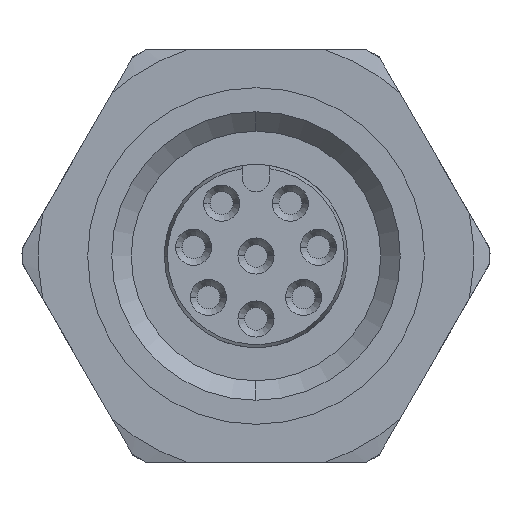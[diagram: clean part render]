
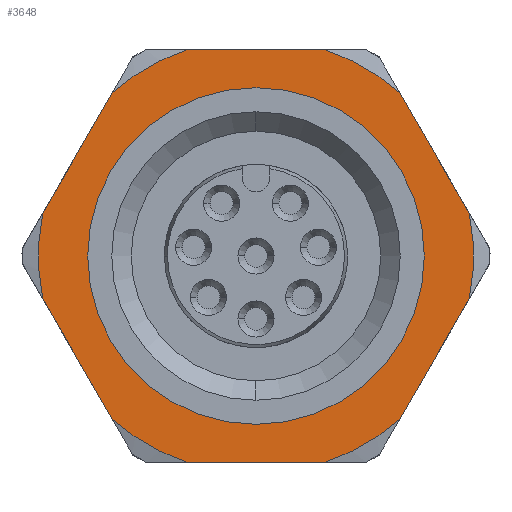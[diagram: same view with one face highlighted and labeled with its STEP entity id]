
A CAD part, left-side view. The second image highlights one B-rep face of the part: STEP entity #3648.
In plain terms, the highlighted planar face has unit normal (-1, 0, 0).
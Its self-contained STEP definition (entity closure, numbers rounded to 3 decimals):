
#13 = EDGE_CURVE ( 'NONE', #1180, #6314, #2719, .T. ) ;
#50 = CARTESIAN_POINT ( 'NONE',  ( 17.193, 4.229, 0. ) ) ;
#201 = AXIS2_PLACEMENT_3D ( 'NONE', #2770, #6598, #5012 ) ;
#273 = VERTEX_POINT ( 'NONE', #2177 ) ;
#334 = CARTESIAN_POINT ( 'NONE',  ( 17.193, 4.229, 0. ) ) ;
#340 = VERTEX_POINT ( 'NONE', #2116 ) ;
#425 = CIRCLE ( 'NONE', #5704, 9.5 ) ;
#689 = EDGE_CURVE ( 'NONE', #273, #6854, #4299, .T. ) ;
#699 = DIRECTION ( 'NONE',  ( 0., 0., -1. ) ) ;
#831 = CARTESIAN_POINT ( 'NONE',  ( 17.193, 10.503, -7.133 ) ) ;
#871 = VECTOR ( 'NONE', #2156, 1000. ) ;
#898 = CARTESIAN_POINT ( 'NONE',  ( 17.193, 13.544, 1.867 ) ) ;
#899 = CARTESIAN_POINT ( 'NONE',  ( 17.193, 4.229, 0. ) ) ;
#932 = CARTESIAN_POINT ( 'NONE',  ( 17.193, -2.044, -7.134 ) ) ;
#984 = EDGE_CURVE ( 'NONE', #340, #1752, #4635, .T. ) ;
#1085 = CARTESIAN_POINT ( 'NONE',  ( 17.193, -5.086, 1.865 ) ) ;
#1159 = DIRECTION ( 'NONE',  ( -1., 0., 0. ) ) ;
#1180 = VERTEX_POINT ( 'NONE', #6086 ) ;
#1289 = VERTEX_POINT ( 'NONE', #3266 ) ;
#1324 = AXIS2_PLACEMENT_3D ( 'NONE', #5668, #3129, #4313 ) ;
#1325 = CIRCLE ( 'NONE', #1324, 9.5 ) ;
#1412 = DIRECTION ( 'NONE',  ( -1., 0., 0. ) ) ;
#1599 = ORIENTED_EDGE ( 'NONE', *, *, #689, .F. ) ;
#1659 = EDGE_CURVE ( 'NONE', #6480, #5150, #4195, .T. ) ;
#1695 = EDGE_CURVE ( 'NONE', #3905, #5485, #5417, .T. ) ;
#1752 = VERTEX_POINT ( 'NONE', #6125 ) ;
#1753 = VECTOR ( 'NONE', #5270, 1000. ) ;
#1816 = ORIENTED_EDGE ( 'NONE', *, *, #1830, .T. ) ;
#1817 = DIRECTION ( 'NONE',  ( 0., 0., -1. ) ) ;
#1830 = EDGE_CURVE ( 'NONE', #1289, #3905, #3749, .T. ) ;
#1909 = CARTESIAN_POINT ( 'NONE',  ( 17.193, -2.044, 7.134 ) ) ;
#1989 = AXIS2_PLACEMENT_3D ( 'NONE', #50, #3207, #3767 ) ;
#2116 = CARTESIAN_POINT ( 'NONE',  ( 17.193, -2.044, -7.134 ) ) ;
#2156 = DIRECTION ( 'NONE',  ( 0., 0.5, 0.866 ) ) ;
#2177 = CARTESIAN_POINT ( 'NONE',  ( 17.193, 4.229, 7.35 ) ) ;
#2211 = CARTESIAN_POINT ( 'NONE',  ( 17.193, 4.229, 0. ) ) ;
#2218 = ORIENTED_EDGE ( 'NONE', *, *, #4579, .T. ) ;
#2265 = LINE ( 'NONE', #1085, #871 ) ;
#2387 = ORIENTED_EDGE ( 'NONE', *, *, #984, .T. ) ;
#2445 = ORIENTED_EDGE ( 'NONE', *, *, #1695, .T. ) ;
#2459 = VECTOR ( 'NONE', #4190, 1000. ) ;
#2540 = VECTOR ( 'NONE', #4392, 1000. ) ;
#2645 = ORIENTED_EDGE ( 'NONE', *, *, #6425, .T. ) ;
#2719 = LINE ( 'NONE', #6004, #2540 ) ;
#2770 = CARTESIAN_POINT ( 'NONE',  ( 17.193, 13.404, 0. ) ) ;
#2952 = DIRECTION ( 'NONE',  ( 0., 0., -1. ) ) ;
#2992 = VERTEX_POINT ( 'NONE', #1909 ) ;
#3007 = DIRECTION ( 'NONE',  ( 0., 0., -1. ) ) ;
#3129 = DIRECTION ( 'NONE',  ( -1., 0., 0. ) ) ;
#3207 = DIRECTION ( 'NONE',  ( -1., 0., 0. ) ) ;
#3230 = CIRCLE ( 'NONE', #5253, 9.5 ) ;
#3266 = CARTESIAN_POINT ( 'NONE',  ( 17.193, 10.503, 7.133 ) ) ;
#3306 = CARTESIAN_POINT ( 'NONE',  ( 17.193, 10.503, 7.133 ) ) ;
#3329 = DIRECTION ( 'NONE',  ( -1., 0., 0. ) ) ;
#3374 = CARTESIAN_POINT ( 'NONE',  ( 17.193, 1.188, -9. ) ) ;
#3419 = EDGE_CURVE ( 'NONE', #1752, #4944, #3230, .T. ) ;
#3622 = DIRECTION ( 'NONE',  ( -1., 0., 0. ) ) ;
#3648 = ADVANCED_FACE ( 'NONE', ( #6749, #6492 ), #6098, .T. ) ;
#3749 = LINE ( 'NONE', #3306, #6596 ) ;
#3767 = DIRECTION ( 'NONE',  ( 0., 0., -1. ) ) ;
#3829 = DIRECTION ( 'NONE',  ( 0., 0., -1. ) ) ;
#3848 = EDGE_CURVE ( 'NONE', #6314, #1289, #6917, .T. ) ;
#3897 = LINE ( 'NONE', #4697, #2459 ) ;
#3905 = VERTEX_POINT ( 'NONE', #898 ) ;
#3927 = CARTESIAN_POINT ( 'NONE',  ( 17.193, 4.229, 0. ) ) ;
#3963 = EDGE_CURVE ( 'NONE', #5150, #4832, #3897, .T. ) ;
#4190 = DIRECTION ( 'NONE',  ( 0., -1., 0. ) ) ;
#4195 = CIRCLE ( 'NONE', #5062, 9.5 ) ;
#4200 = CARTESIAN_POINT ( 'NONE',  ( 17.193, 4.229, 0. ) ) ;
#4299 = CIRCLE ( 'NONE', #1989, 7.35 ) ;
#4313 = DIRECTION ( 'NONE',  ( 0., 0., -1. ) ) ;
#4392 = DIRECTION ( 'NONE',  ( 0., 1., 0. ) ) ;
#4439 = EDGE_LOOP ( 'NONE', ( #2387, #5043, #5130, #2645, #6229, #6781, #1816, #2445, #6140, #6643, #6692, #2218 ) ) ;
#4579 = EDGE_CURVE ( 'NONE', #4832, #340, #1325, .T. ) ;
#4635 = LINE ( 'NONE', #932, #1753 ) ;
#4637 = DIRECTION ( 'NONE',  ( 0., 0., -1. ) ) ;
#4649 = CARTESIAN_POINT ( 'NONE',  ( 17.193, -5.086, 1.865 ) ) ;
#4697 = CARTESIAN_POINT ( 'NONE',  ( 17.193, 13.404, -9. ) ) ;
#4708 = LINE ( 'NONE', #6347, #5144 ) ;
#4799 = CIRCLE ( 'NONE', #4840, 7.35 ) ;
#4803 = DIRECTION ( 'NONE',  ( 0., -0.5, -0.866 ) ) ;
#4832 = VERTEX_POINT ( 'NONE', #3374 ) ;
#4840 = AXIS2_PLACEMENT_3D ( 'NONE', #899, #1412, #4637 ) ;
#4884 = AXIS2_PLACEMENT_3D ( 'NONE', #3927, #5083, #1817 ) ;
#4944 = VERTEX_POINT ( 'NONE', #4649 ) ;
#4966 = CARTESIAN_POINT ( 'NONE',  ( 17.193, 7.271, -9. ) ) ;
#5012 = DIRECTION ( 'NONE',  ( 0., 0., 1. ) ) ;
#5043 = ORIENTED_EDGE ( 'NONE', *, *, #3419, .T. ) ;
#5056 = CARTESIAN_POINT ( 'NONE',  ( 17.193, 4.229, 0. ) ) ;
#5062 = AXIS2_PLACEMENT_3D ( 'NONE', #5056, #3329, #699 ) ;
#5083 = DIRECTION ( 'NONE',  ( -1., 0., 0. ) ) ;
#5130 = ORIENTED_EDGE ( 'NONE', *, *, #5684, .T. ) ;
#5144 = VECTOR ( 'NONE', #4803, 1000. ) ;
#5150 = VERTEX_POINT ( 'NONE', #4966 ) ;
#5236 = DIRECTION ( 'NONE',  ( -1., 0., 0. ) ) ;
#5253 = AXIS2_PLACEMENT_3D ( 'NONE', #4200, #3622, #3007 ) ;
#5270 = DIRECTION ( 'NONE',  ( 0., -0.5, 0.866 ) ) ;
#5417 = CIRCLE ( 'NONE', #4884, 9.5 ) ;
#5485 = VERTEX_POINT ( 'NONE', #6996 ) ;
#5668 = CARTESIAN_POINT ( 'NONE',  ( 17.193, 4.229, 0. ) ) ;
#5684 = EDGE_CURVE ( 'NONE', #4944, #2992, #2265, .T. ) ;
#5704 = AXIS2_PLACEMENT_3D ( 'NONE', #2211, #1159, #3829 ) ;
#5948 = ORIENTED_EDGE ( 'NONE', *, *, #6564, .F. ) ;
#6004 = CARTESIAN_POINT ( 'NONE',  ( 17.193, 13.404, 9. ) ) ;
#6086 = CARTESIAN_POINT ( 'NONE',  ( 17.193, 1.188, 9. ) ) ;
#6098 = PLANE ( 'NONE',  #201 ) ;
#6125 = CARTESIAN_POINT ( 'NONE',  ( 17.193, -5.086, -1.865 ) ) ;
#6140 = ORIENTED_EDGE ( 'NONE', *, *, #6775, .T. ) ;
#6200 = EDGE_LOOP ( 'NONE', ( #5948, #1599 ) ) ;
#6229 = ORIENTED_EDGE ( 'NONE', *, *, #13, .T. ) ;
#6239 = DIRECTION ( 'NONE',  ( 0., 0.5, -0.866 ) ) ;
#6314 = VERTEX_POINT ( 'NONE', #6635 ) ;
#6347 = CARTESIAN_POINT ( 'NONE',  ( 17.193, 13.544, -1.867 ) ) ;
#6425 = EDGE_CURVE ( 'NONE', #2992, #1180, #425, .T. ) ;
#6480 = VERTEX_POINT ( 'NONE', #831 ) ;
#6492 = FACE_OUTER_BOUND ( 'NONE', #4439, .T. ) ;
#6564 = EDGE_CURVE ( 'NONE', #6854, #273, #4799, .T. ) ;
#6596 = VECTOR ( 'NONE', #6239, 1000. ) ;
#6598 = DIRECTION ( 'NONE',  ( -1., 0., 0. ) ) ;
#6635 = CARTESIAN_POINT ( 'NONE',  ( 17.193, 7.271, 9. ) ) ;
#6643 = ORIENTED_EDGE ( 'NONE', *, *, #1659, .T. ) ;
#6692 = ORIENTED_EDGE ( 'NONE', *, *, #3963, .T. ) ;
#6749 = FACE_BOUND ( 'NONE', #6200, .T. ) ;
#6775 = EDGE_CURVE ( 'NONE', #5485, #6480, #4708, .T. ) ;
#6781 = ORIENTED_EDGE ( 'NONE', *, *, #3848, .T. ) ;
#6854 = VERTEX_POINT ( 'NONE', #7026 ) ;
#6917 = CIRCLE ( 'NONE', #6960, 9.5 ) ;
#6960 = AXIS2_PLACEMENT_3D ( 'NONE', #334, #5236, #2952 ) ;
#6996 = CARTESIAN_POINT ( 'NONE',  ( 17.193, 13.544, -1.867 ) ) ;
#7026 = CARTESIAN_POINT ( 'NONE',  ( 17.193, 4.229, -7.35 ) ) ;
